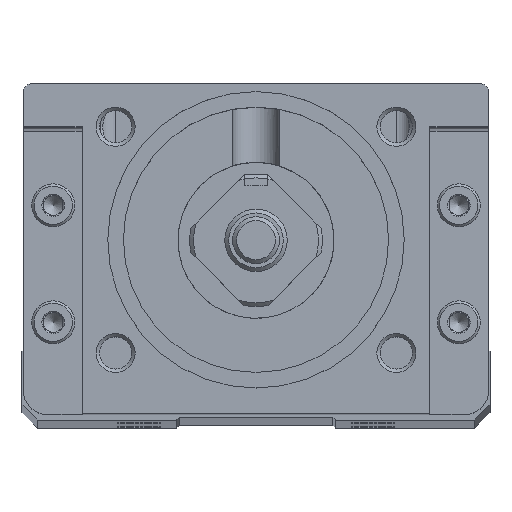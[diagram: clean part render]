
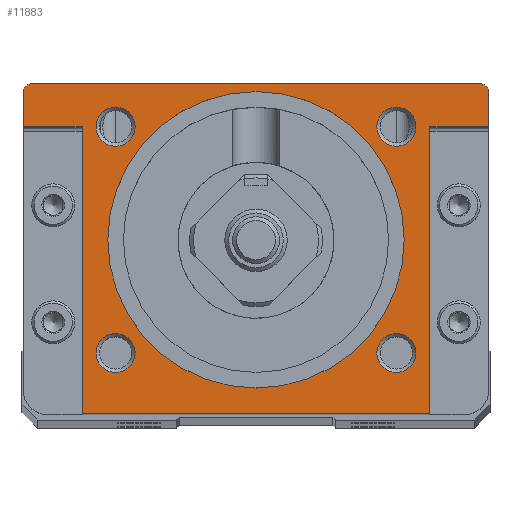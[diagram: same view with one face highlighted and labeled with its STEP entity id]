
A CAD part, top view. The second image highlights one B-rep face of the part: STEP entity #11883.
In plain terms, the highlighted face is planar.
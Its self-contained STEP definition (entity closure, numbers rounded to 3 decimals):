
#372=PLANE('',#12722);
#591=CIRCLE('',#12243,1.);
#595=CIRCLE('',#12251,1.);
#772=CIRCLE('',#12721,19.);
#773=CIRCLE('',#12723,2.5);
#774=CIRCLE('',#12724,2.5);
#775=CIRCLE('',#12725,2.5);
#776=CIRCLE('',#12726,2.5);
#2524=ORIENTED_EDGE('',*,*,#3726,.T.);
#2525=ORIENTED_EDGE('',*,*,#3722,.T.);
#2526=ORIENTED_EDGE('',*,*,#3717,.T.);
#2527=ORIENTED_EDGE('',*,*,#4011,.F.);
#2528=ORIENTED_EDGE('',*,*,#4007,.F.);
#2529=ORIENTED_EDGE('',*,*,#3518,.T.);
#2530=ORIENTED_EDGE('',*,*,#3998,.T.);
#2531=ORIENTED_EDGE('',*,*,#4002,.T.);
#2532=ORIENTED_EDGE('',*,*,#3711,.T.);
#2533=ORIENTED_EDGE('',*,*,#3708,.T.);
#2534=ORIENTED_EDGE('',*,*,#4185,.T.);
#2535=ORIENTED_EDGE('',*,*,#4186,.T.);
#2536=ORIENTED_EDGE('',*,*,#4187,.T.);
#2537=ORIENTED_EDGE('',*,*,#4188,.T.);
#2538=ORIENTED_EDGE('',*,*,#4184,.T.);
#3518=EDGE_CURVE('',#4724,#4725,#5527,.T.);
#3708=EDGE_CURVE('',#4852,#4853,#591,.F.);
#3711=EDGE_CURVE('',#4854,#4852,#5671,.T.);
#3717=EDGE_CURVE('',#4858,#4859,#5675,.T.);
#3722=EDGE_CURVE('',#4862,#4858,#595,.F.);
#3726=EDGE_CURVE('',#4853,#4862,#5680,.T.);
#3998=EDGE_CURVE('',#4725,#5045,#5838,.T.);
#4002=EDGE_CURVE('',#5045,#4854,#5841,.T.);
#4007=EDGE_CURVE('',#4724,#5050,#5844,.T.);
#4011=EDGE_CURVE('',#5050,#4859,#5847,.T.);
#4184=EDGE_CURVE('',#5174,#5174,#772,.T.);
#4185=EDGE_CURVE('',#5175,#5175,#773,.T.);
#4186=EDGE_CURVE('',#5176,#5176,#774,.T.);
#4187=EDGE_CURVE('',#5177,#5177,#775,.T.);
#4188=EDGE_CURVE('',#5178,#5178,#776,.T.);
#4724=VERTEX_POINT('',#16127);
#4725=VERTEX_POINT('',#16128);
#4852=VERTEX_POINT('',#16491);
#4853=VERTEX_POINT('',#16492);
#4854=VERTEX_POINT('',#16497);
#4858=VERTEX_POINT('',#16509);
#4859=VERTEX_POINT('',#16510);
#4862=VERTEX_POINT('',#16519);
#5045=VERTEX_POINT('',#17258);
#5050=VERTEX_POINT('',#17276);
#5174=VERTEX_POINT('',#17730);
#5175=VERTEX_POINT('',#17733);
#5176=VERTEX_POINT('',#17735);
#5177=VERTEX_POINT('',#17737);
#5178=VERTEX_POINT('',#17739);
#5527=LINE('',#16126,#6316);
#5671=LINE('',#16496,#6460);
#5675=LINE('',#16508,#6464);
#5680=LINE('',#16526,#6469);
#5838=LINE('',#17257,#6627);
#5841=LINE('',#17265,#6630);
#5844=LINE('',#17275,#6633);
#5847=LINE('',#17283,#6636);
#6316=VECTOR('',#13160,1000.);
#6460=VECTOR('',#13496,1000.);
#6464=VECTOR('',#13508,1000.);
#6469=VECTOR('',#13525,1000.);
#6627=VECTOR('',#14109,1000.);
#6630=VECTOR('',#14116,1000.);
#6633=VECTOR('',#14129,1000.);
#6636=VECTOR('',#14136,1000.);
#7583=EDGE_LOOP('',(#2524,#2525,#2526,#2527,#2528,#2529,#2530,#2531,#2532,
#2533));
#7584=EDGE_LOOP('',(#2534));
#7585=EDGE_LOOP('',(#2535));
#7586=EDGE_LOOP('',(#2536));
#7587=EDGE_LOOP('',(#2537));
#7588=EDGE_LOOP('',(#2538));
#8387=FACE_BOUND('',#7583,.T.);
#8388=FACE_BOUND('',#7584,.T.);
#8389=FACE_BOUND('',#7585,.T.);
#8390=FACE_BOUND('',#7586,.T.);
#8391=FACE_BOUND('',#7587,.T.);
#8392=FACE_BOUND('',#7588,.T.);
#11883=ADVANCED_FACE('',(#8387,#8388,#8389,#8390,#8391,#8392),#372,.F.);
#12243=AXIS2_PLACEMENT_3D('',#16490,#13490,#13491);
#12251=AXIS2_PLACEMENT_3D('',#16518,#13516,#13517);
#12721=AXIS2_PLACEMENT_3D('',#17729,#14705,#14706);
#12722=AXIS2_PLACEMENT_3D('',#17731,#14707,#14708);
#12723=AXIS2_PLACEMENT_3D('',#17732,#14709,#14710);
#12724=AXIS2_PLACEMENT_3D('',#17734,#14711,#14712);
#12725=AXIS2_PLACEMENT_3D('',#17736,#14713,#14714);
#12726=AXIS2_PLACEMENT_3D('',#17738,#14715,#14716);
#13160=DIRECTION('',(0.,0.,1.));
#13490=DIRECTION('',(1.,0.,0.));
#13491=DIRECTION('',(0.,0.,-1.));
#13496=DIRECTION('',(0.,1.,0.));
#13508=DIRECTION('',(0.,-1.,0.));
#13516=DIRECTION('',(1.,0.,0.));
#13517=DIRECTION('',(0.,0.,-1.));
#13525=DIRECTION('',(0.,0.,-1.));
#14109=DIRECTION('',(0.,1.,0.));
#14116=DIRECTION('',(0.,0.,1.));
#14129=DIRECTION('',(0.,1.,0.));
#14136=DIRECTION('',(0.,0.,-1.));
#14705=DIRECTION('',(1.,0.,0.));
#14706=DIRECTION('',(0.,0.,-1.));
#14707=DIRECTION('',(1.,0.,0.));
#14708=DIRECTION('',(0.,0.,-1.));
#14709=DIRECTION('',(1.,0.,0.));
#14710=DIRECTION('',(0.,0.,-1.));
#14711=DIRECTION('',(1.,0.,0.));
#14712=DIRECTION('',(0.,0.,-1.));
#14713=DIRECTION('',(1.,0.,0.));
#14714=DIRECTION('',(0.,0.,-1.));
#14715=DIRECTION('',(1.,0.,0.));
#14716=DIRECTION('',(0.,0.,-1.));
#16126=CARTESIAN_POINT('',(-58.,-22.3,26.8));
#16127=CARTESIAN_POINT('',(-58.,-22.3,-22.3));
#16128=CARTESIAN_POINT('',(-58.,-22.3,22.3));
#16490=CARTESIAN_POINT('',(-58.,19.,28.8));
#16491=CARTESIAN_POINT('',(-58.,19.,29.8));
#16492=CARTESIAN_POINT('',(-58.,20.,28.8));
#16496=CARTESIAN_POINT('',(-58.,19.,29.8));
#16497=CARTESIAN_POINT('',(-58.,14.5,29.8));
#16508=CARTESIAN_POINT('',(-58.,-19.3,-29.8));
#16509=CARTESIAN_POINT('',(-58.,19.,-29.8));
#16510=CARTESIAN_POINT('',(-58.,14.5,-29.8));
#16518=CARTESIAN_POINT('',(-58.,19.,-28.8));
#16519=CARTESIAN_POINT('',(-58.,20.,-28.8));
#16526=CARTESIAN_POINT('',(-58.,20.,-28.8));
#17257=CARTESIAN_POINT('',(-58.,14.,22.3));
#17258=CARTESIAN_POINT('',(-58.,14.5,22.3));
#17265=CARTESIAN_POINT('',(-58.,14.5,32.3));
#17275=CARTESIAN_POINT('',(-58.,14.,-22.3));
#17276=CARTESIAN_POINT('',(-58.,14.5,-22.3));
#17283=CARTESIAN_POINT('',(-58.,14.5,-32.3));
#17729=CARTESIAN_POINT('',(-58.,0.,0.));
#17730=CARTESIAN_POINT('',(-58.,0.,-19.));
#17731=CARTESIAN_POINT('',(-58.,19.,0.));
#17732=CARTESIAN_POINT('',(-58.,-14.5,-18.));
#17733=CARTESIAN_POINT('',(-58.,-14.5,-20.5));
#17734=CARTESIAN_POINT('',(-58.,14.5,-18.));
#17735=CARTESIAN_POINT('',(-58.,14.5,-20.5));
#17736=CARTESIAN_POINT('',(-58.,-14.5,18.));
#17737=CARTESIAN_POINT('',(-58.,-14.5,15.5));
#17738=CARTESIAN_POINT('',(-58.,14.5,18.));
#17739=CARTESIAN_POINT('',(-58.,14.5,15.5));
